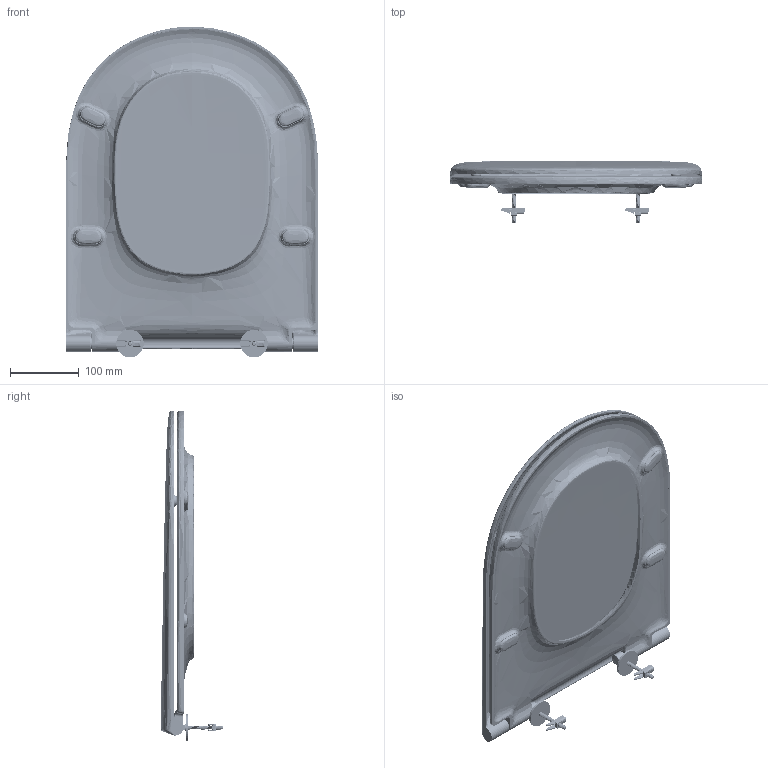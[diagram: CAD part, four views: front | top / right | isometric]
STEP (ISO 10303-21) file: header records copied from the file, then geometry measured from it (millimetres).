
FILE_DESCRIPTION((''),'2;1');
FILE_NAME('U7420S_ASM_7_ASM','2020-06-18T',('m0011'),(''),'CREO PARAMETRIC BY PTC INC, 2014350','CREO PARAMETRIC BY PTC INC, 2014350','');
FILE_SCHEMA(('CONFIG_CONTROL_DESIGN'));
Products named in the file (26): 1U808-00-01_3; 1U807-00-01_1; 1I1161-02-01_1; 1I213-02-01_1; CP_1U9200-A0-01_1; 1U9212_2; 1U9213-C0-01_4; CP_110900100100_2; CP_1U9007-00-01_2; 110900450100_2; CP_P400LJT-L1-1128_ASM_3_ASM; 110900440100_3; CP_P879-1127_ASM_5_ASM; CP_1U9200-B0-01_1; CP_P400LJT-R1-1128_ASM_4_ASM; 1U9213-B0-01_1; CP_P880-1128_ASM_3_ASM; 110900430100_5; 212174_2; 271399_2; 211471_2; 110900ZHIZUO_4; 11090JIAODAIN_5; P401-1001_ASM_ASM_4_ASM; 1U9213-A0-01L_1; U7420S_ASM_7_ASM
Assembly tree (37 placements, depth 4):
  U7420S_ASM_7_ASM
    1U808-00-01_3
    1U807-00-01_1
    1I1161-02-01_1  x4
    1I213-02-01_1  x2
    CP_P879-1127_ASM_5_ASM
      CP_1U9200-A0-01_1
      CP_P400LJT-L1-1128_ASM_3_ASM
        1U9212_2
        1U9213-C0-01_4
        CP_110900100100_2
        CP_1U9007-00-01_2
        110900450100_2
      110900440100_3
    CP_P880-1128_ASM_3_ASM
      CP_1U9200-B0-01_1
      CP_P400LJT-R1-1128_ASM_4_ASM
        1U9212_2
        1U9213-C0-01_4
        CP_110900100100_2
        110900450100_2
      CP_1U9007-00-01_2
      1U9213-B0-01_1  x2
      110900440100_3
    P401-1001_ASM_ASM_4_ASM  x2
      110900430100_5
      212174_2
      271399_2
      211471_2
      110900ZHIZUO_4
      11090JIAODAIN_5
    1U9213-A0-01L_1
Bounding box: 366.19 x 91.04 x 480 mm (x, y, z)
Volume: 1321185.8 mm3; surface area: 628773.8 mm2
Topology: 61 solids, 61 shells, 5390 faces, 13951 edges, 8377 vertices
Faces by surface type: cylinder 1780, plane 1422, bspline 1034, torus 492, sphere 328, cone 296, extrusion 38
Entity records: 146431 total; most frequent: CARTESIAN_POINT 86900, ORIENTED_EDGE 13648, DIRECTION 10545, EDGE_CURVE 6824, VERTEX_POINT 4206, AXIS2_PLACEMENT_3D 4035, EDGE_LOOP 2764, FACE_OUTER_BOUND 2698
